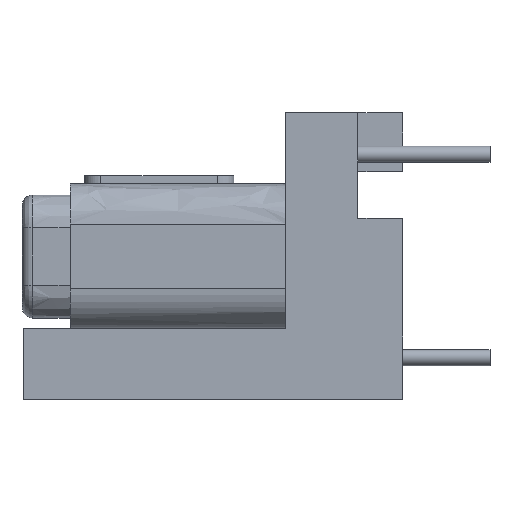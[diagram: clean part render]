
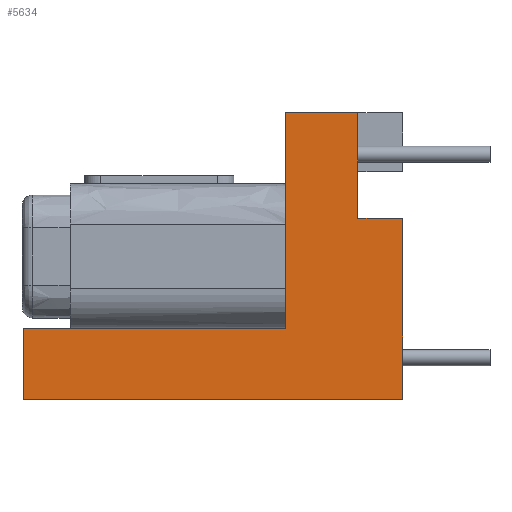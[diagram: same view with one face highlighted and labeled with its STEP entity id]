
A CAD part, left-side view. The second image highlights one B-rep face of the part: STEP entity #5634.
In plain terms, the highlighted free-form (B-spline) face has degree [1, 1] with [2, 2] control points.
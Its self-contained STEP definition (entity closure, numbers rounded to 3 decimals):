
#3482 = VERTEX_POINT('',#3483);
#3483 = CARTESIAN_POINT('',(-11.761,4.175,
    -4.175));
#3488 = EDGE_CURVE('',#3482,#3489,#3491,.T.);
#3489 = VERTEX_POINT('',#3490);
#3490 = CARTESIAN_POINT('',(-11.761,4.175,8.292)
  );
#3491 = B_SPLINE_CURVE_WITH_KNOTS('',1,(#3492,#3493),.UNSPECIFIED.,.F.,
  .F.,(2,2),(-3.55,7.05),.PIECEWISE_BEZIER_KNOTS.);
#3492 = CARTESIAN_POINT('',(-11.761,4.175,
    -4.175));
#3493 = CARTESIAN_POINT('',(-11.761,4.175,8.292)
  );
#4615 = VERTEX_POINT('',#4616);
#4616 = CARTESIAN_POINT('',(-11.761,19.348,
    -4.175));
#4654 = VERTEX_POINT('',#4655);
#4655 = CARTESIAN_POINT('',(-11.761,19.348,
    -8.292));
#4660 = EDGE_CURVE('',#4654,#4615,#4661,.T.);
#4661 = B_SPLINE_CURVE_WITH_KNOTS('',1,(#4662,#4663),.UNSPECIFIED.,.F.,
  .F.,(2,2),(0.,3.5),.PIECEWISE_BEZIER_KNOTS.);
#4662 = CARTESIAN_POINT('',(-11.761,19.348,
    -8.292));
#4663 = CARTESIAN_POINT('',(-11.761,19.348,
    -4.175));
#4958 = VERTEX_POINT('',#4959);
#4959 = CARTESIAN_POINT('',(-11.761,0.,8.292));
#4964 = EDGE_CURVE('',#4965,#4958,#4967,.T.);
#4965 = VERTEX_POINT('',#4966);
#4966 = CARTESIAN_POINT('',(-11.761,0.,2.176));
#4967 = B_SPLINE_CURVE_WITH_KNOTS('',1,(#4968,#4969),.UNSPECIFIED.,.F.,
  .F.,(2,2),(8.9,14.1),.PIECEWISE_BEZIER_KNOTS.);
#4968 = CARTESIAN_POINT('',(-11.761,0.,2.176));
#4969 = CARTESIAN_POINT('',(-11.761,0.,8.292));
#5191 = VERTEX_POINT('',#5192);
#5192 = CARTESIAN_POINT('',(-11.761,-2.588,
    -8.292));
#5197 = EDGE_CURVE('',#4654,#5191,#5198,.T.);
#5198 = B_SPLINE_CURVE_WITH_KNOTS('',1,(#5199,#5200),.UNSPECIFIED.,.F.,
  .F.,(2,2),(-15.7,2.95),.PIECEWISE_BEZIER_KNOTS.);
#5199 = CARTESIAN_POINT('',(-11.761,19.348,
    -8.292));
#5200 = CARTESIAN_POINT('',(-11.761,-2.588,
    -8.292));
#5634 = ADVANCED_FACE('',(#5635),#5663,.F.);
#5635 = FACE_BOUND('',#5636,.T.);
#5636 = EDGE_LOOP('',(#5637,#5638,#5645,#5650,#5651,#5656,#5657,#5662));
#5637 = ORIENTED_EDGE('',*,*,#5197,.T.);
#5638 = ORIENTED_EDGE('',*,*,#5639,.F.);
#5639 = EDGE_CURVE('',#5640,#5191,#5642,.T.);
#5640 = VERTEX_POINT('',#5641);
#5641 = CARTESIAN_POINT('',(-11.761,-2.588,
    2.176));
#5642 = B_SPLINE_CURVE_WITH_KNOTS('',1,(#5643,#5644),.UNSPECIFIED.,.F.,
  .F.,(2,2),(-8.9,-0.),.PIECEWISE_BEZIER_KNOTS.);
#5643 = CARTESIAN_POINT('',(-11.761,-2.588,
    2.176));
#5644 = CARTESIAN_POINT('',(-11.761,-2.588,
    -8.292));
#5645 = ORIENTED_EDGE('',*,*,#5646,.T.);
#5646 = EDGE_CURVE('',#5640,#4965,#5647,.T.);
#5647 = B_SPLINE_CURVE_WITH_KNOTS('',1,(#5648,#5649),.UNSPECIFIED.,.F.,
  .F.,(2,2),(0.,2.2),.PIECEWISE_BEZIER_KNOTS.);
#5648 = CARTESIAN_POINT('',(-11.761,-2.588,
    2.176));
#5649 = CARTESIAN_POINT('',(-11.761,0.,2.176));
#5650 = ORIENTED_EDGE('',*,*,#4964,.T.);
#5651 = ORIENTED_EDGE('',*,*,#5652,.F.);
#5652 = EDGE_CURVE('',#3489,#4958,#5653,.T.);
#5653 = B_SPLINE_CURVE_WITH_KNOTS('',1,(#5654,#5655),.UNSPECIFIED.,.F.,
  .F.,(2,2),(-2.8,0.75),.PIECEWISE_BEZIER_KNOTS.);
#5654 = CARTESIAN_POINT('',(-11.761,4.175,8.292)
  );
#5655 = CARTESIAN_POINT('',(-11.761,0.,8.292));
#5656 = ORIENTED_EDGE('',*,*,#3488,.F.);
#5657 = ORIENTED_EDGE('',*,*,#5658,.F.);
#5658 = EDGE_CURVE('',#4615,#3482,#5659,.T.);
#5659 = B_SPLINE_CURVE_WITH_KNOTS('',1,(#5660,#5661),.UNSPECIFIED.,.F.,
  .F.,(2,2),(-0.,12.9),.PIECEWISE_BEZIER_KNOTS.);
#5660 = CARTESIAN_POINT('',(-11.761,19.348,
    -4.175));
#5661 = CARTESIAN_POINT('',(-11.761,4.175,
    -4.175));
#5662 = ORIENTED_EDGE('',*,*,#4660,.F.);
#5663 = B_SPLINE_SURFACE_WITH_KNOTS('',1,1,(
    (#5664,#5665)
    ,(#5666,#5667
    )),.UNSPECIFIED.,.F.,.F.,.F.,(2,2),(2,2),(-14.1,0.),(-2.95,15.7),
  .PIECEWISE_BEZIER_KNOTS.);
#5664 = CARTESIAN_POINT('',(-11.761,-2.588,8.292
    ));
#5665 = CARTESIAN_POINT('',(-11.761,19.348,8.292
    ));
#5666 = CARTESIAN_POINT('',(-11.761,-2.588,
    -8.292));
#5667 = CARTESIAN_POINT('',(-11.761,19.348,
    -8.292));
